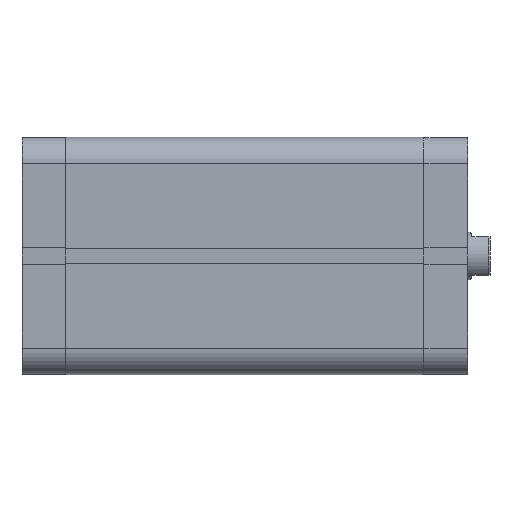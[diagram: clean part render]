
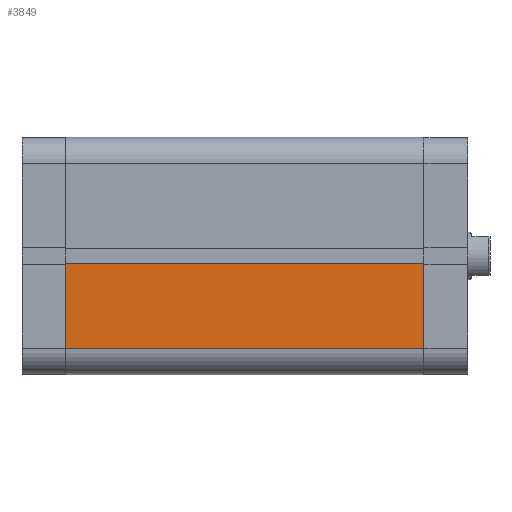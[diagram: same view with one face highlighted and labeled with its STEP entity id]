
A CAD part, front view. The second image highlights one B-rep face of the part: STEP entity #3849.
In plain terms, the highlighted planar face has unit normal (0, -1, 0).
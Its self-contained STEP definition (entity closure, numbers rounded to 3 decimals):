
#629 = LINE ( 'NONE', #4795, #630 ) ;
#630 = VECTOR ( 'NONE', #4796, 1000. ) ;
#631 = LINE ( 'NONE', #4798, #632 ) ;
#632 = VECTOR ( 'NONE', #4799, 1000. ) ;
#635 = LINE ( 'NONE', #4797, #639 ) ;
#637 = LINE ( 'NONE', #4805, #638 ) ;
#638 = VECTOR ( 'NONE', #4806, 1000. ) ;
#639 = VECTOR ( 'NONE', #4808, 1000. ) ;
#873 = FACE_OUTER_BOUND ( 'NONE', #1760, .T. ) ;
#1222 = VERTEX_POINT ( 'NONE', #6346 ) ;
#1327 = VERTEX_POINT ( 'NONE', #6509 ) ;
#1433 = VERTEX_POINT ( 'NONE', #6534 ) ;
#1494 = VERTEX_POINT ( 'NONE', #6470 ) ;
#1760 = EDGE_LOOP ( 'NONE', ( #5918, #5917, #5916, #5915 ) ) ;
#2126 = CARTESIAN_POINT ( 'NONE',  ( 0., -40., 120.5 ) ) ;
#2127 = PLANE ( 'NONE',  #3517 ) ;
#2129 = DIRECTION ( 'NONE',  ( 0., 1., 0. ) ) ;
#2130 = DIRECTION ( 'NONE',  ( 0., 0., 1. ) ) ;
#3517 = AXIS2_PLACEMENT_3D ( 'NONE', #2126, #2129, #2130 ) ;
#3723 = EDGE_CURVE ( 'NONE', #1494, #1433, #629, .T. ) ;
#3724 = EDGE_CURVE ( 'NONE', #1494, #1327, #631, .T. ) ;
#3727 = EDGE_CURVE ( 'NONE', #1433, #1222, #637, .T. ) ;
#3728 = EDGE_CURVE ( 'NONE', #1327, #1222, #635, .T. ) ;
#3849 = ADVANCED_FACE ( 'NONE', ( #873 ), #2127, .F. ) ;
#4795 = CARTESIAN_POINT ( 'NONE',  ( 0., -40., 120.5 ) ) ;
#4796 = DIRECTION ( 'NONE',  ( 1., 0., 0. ) ) ;
#4797 = CARTESIAN_POINT ( 'NONE',  ( 0., -40., 0. ) ) ;
#4798 = CARTESIAN_POINT ( 'NONE',  ( -31., -40., 120.5 ) ) ;
#4799 = DIRECTION ( 'NONE',  ( 0., 0., -1. ) ) ;
#4805 = CARTESIAN_POINT ( 'NONE',  ( -2.6, -40., 120.5 ) ) ;
#4806 = DIRECTION ( 'NONE',  ( 0., 0., -1. ) ) ;
#4808 = DIRECTION ( 'NONE',  ( 1., 0., 0. ) ) ;
#5915 = ORIENTED_EDGE ( 'NONE', *, *, #3724, .T. ) ;
#5916 = ORIENTED_EDGE ( 'NONE', *, *, #3723, .F. ) ;
#5917 = ORIENTED_EDGE ( 'NONE', *, *, #3727, .F. ) ;
#5918 = ORIENTED_EDGE ( 'NONE', *, *, #3728, .T. ) ;
#6346 = CARTESIAN_POINT ( 'NONE',  ( -2.6, -40., 0. ) ) ;
#6470 = CARTESIAN_POINT ( 'NONE',  ( -31., -40., 120.5 ) ) ;
#6509 = CARTESIAN_POINT ( 'NONE',  ( -31., -40., 0. ) ) ;
#6534 = CARTESIAN_POINT ( 'NONE',  ( -2.6, -40., 120.5 ) ) ;
